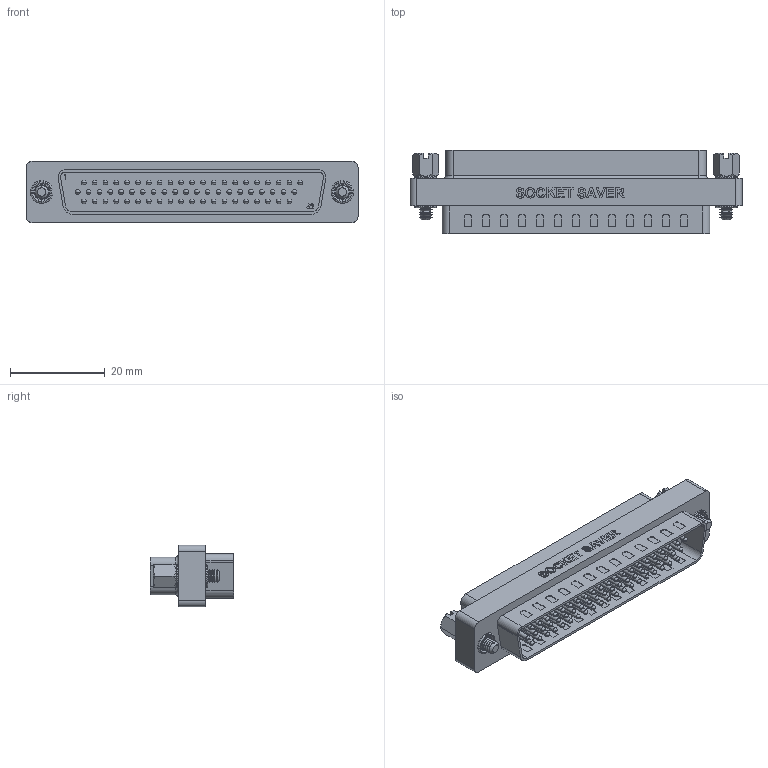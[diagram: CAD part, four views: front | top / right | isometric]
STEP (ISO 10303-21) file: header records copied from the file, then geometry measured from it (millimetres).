
FILE_DESCRIPTION (( 'STEP AP214' ), '1' );
FILE_NAME ('DGBH62MF_3D.STEP', '2021-01-21T21:36:24', ( '' ), ( '' ), 'SwSTEP 2.0', 'SolidWorks 2018', '' );
FILE_SCHEMA (( 'AUTOMOTIVE_DESIGN' ));
Length unit declared in the file: inch
Products named in the file (5): SDH62P_Without Mounting Flange and Solder Cups; DGBH62MF-MA1; DGBH62MF_3D; 3AA05-002; SDH62S_Without Mounting Flange and Solder Cups
Assembly tree (5 placements, depth 2):
  DGBH62MF_3D
    DGBH62MF-MA1
    SDH62S_Without Mounting Flange and Solder Cups
    SDH62P_Without Mounting Flange and Solder Cups
    3AA05-002  x2
Bounding box: 70.1 x 17.65 x 12.95 mm (x, y, z)
Volume: 8273.1 mm3; surface area: 9699.1 mm2
Topology: 5 solids, 5 shells, 1350 faces, 3456 edges, 2201 vertices
Faces by surface type: plane 571, cylinder 441, sphere 136, bspline 125, cone 60, torus 17
Entity records: 56100 total; most frequent: CARTESIAN_POINT 14453, DIRECTION 6150, ORIENTED_EDGE 6108, EDGE_CURVE 3054, AXIS2_PLACEMENT_3D 2197, VERTEX_POINT 1992, VECTOR 1756, LINE 1756
